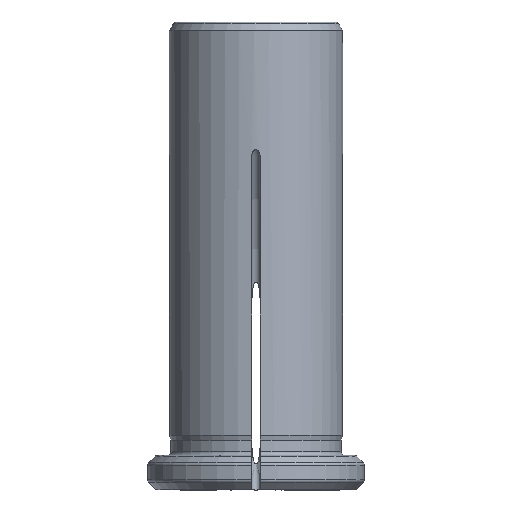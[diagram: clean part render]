
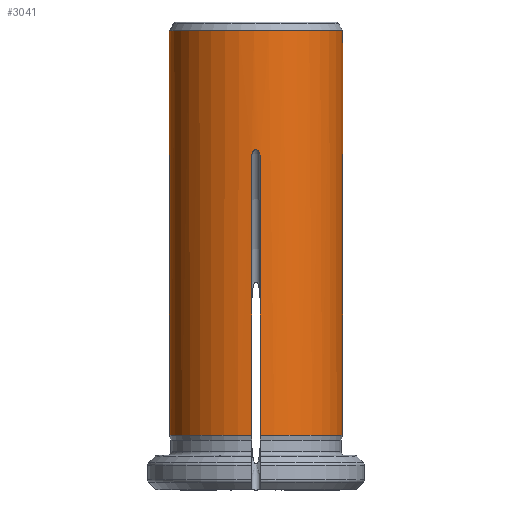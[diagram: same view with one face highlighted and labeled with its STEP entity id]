
A CAD part, front view. The second image highlights one B-rep face of the part: STEP entity #3041.
In plain terms, the highlighted cylindrical face has radius 10 mm (diameter 20 mm), a full revolution.
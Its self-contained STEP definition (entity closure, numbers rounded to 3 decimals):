
#84=CYLINDRICAL_SURFACE('',#3297,10.);
#107=CIRCLE('',#3165,10.);
#129=CIRCLE('',#3202,10.);
#144=CIRCLE('',#3232,10.);
#161=CIRCLE('',#3268,10.);
#172=CIRCLE('',#3295,10.);
#258=LINE('',#4807,#510);
#262=LINE('',#4848,#514);
#271=LINE('',#5005,#523);
#272=LINE('',#5023,#524);
#281=LINE('',#5180,#533);
#282=LINE('',#5198,#534);
#289=LINE('',#5328,#541);
#290=LINE('',#5340,#542);
#510=VECTOR('',#3551,1000.);
#514=VECTOR('',#3557,1000.);
#523=VECTOR('',#3624,1000.);
#524=VECTOR('',#3627,1000.);
#533=VECTOR('',#3694,1000.);
#534=VECTOR('',#3697,1000.);
#541=VECTOR('',#3780,1000.);
#542=VECTOR('',#3781,1000.);
#1118=ORIENTED_EDGE('',*,*,#1865,.T.);
#1119=ORIENTED_EDGE('',*,*,#1688,.F.);
#1120=ORIENTED_EDGE('',*,*,#1785,.T.);
#1121=ORIENTED_EDGE('',*,*,#1782,.F.);
#1122=ORIENTED_EDGE('',*,*,#1790,.F.);
#1123=ORIENTED_EDGE('',*,*,#1750,.F.);
#1124=ORIENTED_EDGE('',*,*,#1829,.T.);
#1125=ORIENTED_EDGE('',*,*,#1826,.F.);
#1126=ORIENTED_EDGE('',*,*,#1834,.F.);
#1127=ORIENTED_EDGE('',*,*,#1794,.F.);
#1128=ORIENTED_EDGE('',*,*,#1866,.T.);
#1129=ORIENTED_EDGE('',*,*,#1867,.F.);
#1130=ORIENTED_EDGE('',*,*,#1868,.F.);
#1131=ORIENTED_EDGE('',*,*,#1843,.F.);
#1132=ORIENTED_EDGE('',*,*,#1734,.T.);
#1133=ORIENTED_EDGE('',*,*,#1731,.F.);
#1134=ORIENTED_EDGE('',*,*,#1746,.F.);
#1688=EDGE_CURVE('',#2138,#2139,#107,.F.);
#1731=EDGE_CURVE('',#2176,#2177,#2385,.T.);
#1734=EDGE_CURVE('',#2178,#2177,#258,.T.);
#1746=EDGE_CURVE('',#2139,#2176,#262,.T.);
#1750=EDGE_CURVE('',#2184,#2185,#129,.F.);
#1782=EDGE_CURVE('',#2208,#2209,#2408,.T.);
#1785=EDGE_CURVE('',#2138,#2209,#271,.T.);
#1790=EDGE_CURVE('',#2185,#2208,#272,.T.);
#1794=EDGE_CURVE('',#2212,#2213,#144,.F.);
#1826=EDGE_CURVE('',#2236,#2237,#2427,.T.);
#1829=EDGE_CURVE('',#2184,#2237,#281,.T.);
#1834=EDGE_CURVE('',#2213,#2236,#282,.T.);
#1843=EDGE_CURVE('',#2178,#2241,#161,.F.);
#1865=EDGE_CURVE('',#2256,#2256,#172,.T.);
#1866=EDGE_CURVE('',#2212,#2257,#289,.T.);
#1867=EDGE_CURVE('',#2258,#2257,#2442,.T.);
#1868=EDGE_CURVE('',#2241,#2258,#290,.T.);
#2138=VERTEX_POINT('',#4623);
#2139=VERTEX_POINT('',#4625);
#2176=VERTEX_POINT('',#4793);
#2177=VERTEX_POINT('',#4803);
#2178=VERTEX_POINT('',#4808);
#2184=VERTEX_POINT('',#4858);
#2185=VERTEX_POINT('',#4860);
#2208=VERTEX_POINT('',#4991);
#2209=VERTEX_POINT('',#5001);
#2212=VERTEX_POINT('',#5033);
#2213=VERTEX_POINT('',#5035);
#2236=VERTEX_POINT('',#5166);
#2237=VERTEX_POINT('',#5176);
#2241=VERTEX_POINT('',#5219);
#2256=VERTEX_POINT('',#5325);
#2257=VERTEX_POINT('',#5329);
#2258=VERTEX_POINT('',#5339);
#2385=B_SPLINE_CURVE_WITH_KNOTS('',3,(#4794,#4795,#4796,#4797,#4798,#4799,
#4800,#4801,#4802),.UNSPECIFIED.,.F.,.F.,(4,1,1,1,1,1,4),(0.003,
0.004,0.004,0.004,0.004,
0.005,0.005),.UNSPECIFIED.);
#2408=B_SPLINE_CURVE_WITH_KNOTS('',3,(#4992,#4993,#4994,#4995,#4996,#4997,
#4998,#4999,#5000),.UNSPECIFIED.,.F.,.F.,(4,1,1,1,1,1,4),(0.003,
0.004,0.004,0.004,0.004,
0.005,0.005),.UNSPECIFIED.);
#2427=B_SPLINE_CURVE_WITH_KNOTS('',3,(#5167,#5168,#5169,#5170,#5171,#5172,
#5173,#5174,#5175),.UNSPECIFIED.,.F.,.F.,(4,1,1,1,1,1,4),(0.003,
0.004,0.004,0.004,0.004,
0.005,0.005),.UNSPECIFIED.);
#2442=B_SPLINE_CURVE_WITH_KNOTS('',3,(#5330,#5331,#5332,#5333,#5334,#5335,
#5336,#5337,#5338),.UNSPECIFIED.,.F.,.F.,(4,1,1,1,1,1,4),(0.003,
0.004,0.004,0.004,0.004,
0.005,0.005),.UNSPECIFIED.);
#2565=EDGE_LOOP('',(#1118));
#2566=EDGE_LOOP('',(#1119,#1120,#1121,#1122,#1123,#1124,#1125,#1126,#1127,
#1128,#1129,#1130,#1131,#1132,#1133,#1134));
#2771=FACE_BOUND('',#2565,.T.);
#2772=FACE_BOUND('',#2566,.T.);
#3041=ADVANCED_FACE('',(#2771,#2772),#84,.T.);
#3165=AXIS2_PLACEMENT_3D('',#4624,#3476,#3477);
#3202=AXIS2_PLACEMENT_3D('',#4859,#3563,#3564);
#3232=AXIS2_PLACEMENT_3D('',#5034,#3633,#3634);
#3268=AXIS2_PLACEMENT_3D('',#5218,#3718,#3719);
#3295=AXIS2_PLACEMENT_3D('',#5324,#3774,#3775);
#3297=AXIS2_PLACEMENT_3D('',#5327,#3778,#3779);
#3476=DIRECTION('',(0.,0.,1.));
#3477=DIRECTION('',(1.,0.,0.));
#3551=DIRECTION('',(0.,0.,1.));
#3557=DIRECTION('',(0.,0.,1.));
#3563=DIRECTION('',(0.,0.,1.));
#3564=DIRECTION('',(1.,0.,0.));
#3624=DIRECTION('',(0.,0.,1.));
#3627=DIRECTION('',(0.,0.,1.));
#3633=DIRECTION('',(0.,0.,1.));
#3634=DIRECTION('',(1.,0.,0.));
#3694=DIRECTION('',(0.,0.,1.));
#3697=DIRECTION('',(0.,0.,1.));
#3718=DIRECTION('',(0.,0.,1.));
#3719=DIRECTION('',(1.,0.,0.));
#3774=DIRECTION('',(0.,0.,-1.));
#3775=DIRECTION('',(-1.,0.,0.));
#3778=DIRECTION('',(0.,0.,1.));
#3779=DIRECTION('',(1.,0.,0.));
#3780=DIRECTION('',(0.,0.,1.));
#3781=DIRECTION('',(0.,0.,1.));
#4623=CARTESIAN_POINT('',(-9.987,0.5,2.313));
#4624=CARTESIAN_POINT('',(0.,0.,2.313));
#4625=CARTESIAN_POINT('',(-0.5,9.987,2.313));
#4793=CARTESIAN_POINT('',(-0.5,9.987,34.466));
#4794=CARTESIAN_POINT('',(-0.5,9.987,34.466));
#4795=CARTESIAN_POINT('',(-0.5,9.987,34.637));
#4796=CARTESIAN_POINT('',(-0.45,9.99,34.895));
#4797=CARTESIAN_POINT('',(-0.254,9.997,35.186));
#4798=CARTESIAN_POINT('',(0.,10.001,35.304));
#4799=CARTESIAN_POINT('',(0.253,9.997,35.186));
#4800=CARTESIAN_POINT('',(0.45,9.99,34.896));
#4801=CARTESIAN_POINT('',(0.5,9.987,34.637));
#4802=CARTESIAN_POINT('',(0.5,9.987,34.466));
#4803=CARTESIAN_POINT('',(0.5,9.987,34.466));
#4807=CARTESIAN_POINT('',(0.5,9.987,60.));
#4808=CARTESIAN_POINT('',(0.5,9.987,2.313));
#4848=CARTESIAN_POINT('',(-0.5,9.987,60.));
#4858=CARTESIAN_POINT('',(-0.5,-9.987,2.313));
#4859=CARTESIAN_POINT('',(0.,0.,2.313));
#4860=CARTESIAN_POINT('',(-9.987,-0.5,2.313));
#4991=CARTESIAN_POINT('',(-9.987,-0.5,34.466));
#4992=CARTESIAN_POINT('',(-9.987,-0.5,34.466));
#4993=CARTESIAN_POINT('',(-9.987,-0.5,34.637));
#4994=CARTESIAN_POINT('',(-9.99,-0.45,34.895));
#4995=CARTESIAN_POINT('',(-9.997,-0.254,35.186));
#4996=CARTESIAN_POINT('',(-10.001,0.,35.304));
#4997=CARTESIAN_POINT('',(-9.997,0.253,35.186));
#4998=CARTESIAN_POINT('',(-9.99,0.45,34.896));
#4999=CARTESIAN_POINT('',(-9.987,0.5,34.637));
#5000=CARTESIAN_POINT('',(-9.987,0.5,34.466));
#5001=CARTESIAN_POINT('',(-9.987,0.5,34.466));
#5005=CARTESIAN_POINT('',(-9.987,0.5,60.));
#5023=CARTESIAN_POINT('',(-9.987,-0.5,60.));
#5033=CARTESIAN_POINT('',(9.987,-0.5,2.313));
#5034=CARTESIAN_POINT('',(0.,0.,2.313));
#5035=CARTESIAN_POINT('',(0.5,-9.987,2.313));
#5166=CARTESIAN_POINT('',(0.5,-9.987,34.466));
#5167=CARTESIAN_POINT('',(0.5,-9.987,34.466));
#5168=CARTESIAN_POINT('',(0.5,-9.987,34.637));
#5169=CARTESIAN_POINT('',(0.45,-9.99,34.895));
#5170=CARTESIAN_POINT('',(0.254,-9.997,35.186));
#5171=CARTESIAN_POINT('',(0.,-10.001,35.304));
#5172=CARTESIAN_POINT('',(-0.253,-9.997,35.186));
#5173=CARTESIAN_POINT('',(-0.45,-9.99,34.896));
#5174=CARTESIAN_POINT('',(-0.5,-9.987,34.637));
#5175=CARTESIAN_POINT('',(-0.5,-9.987,34.466));
#5176=CARTESIAN_POINT('',(-0.5,-9.987,34.466));
#5180=CARTESIAN_POINT('',(-0.5,-9.987,60.));
#5198=CARTESIAN_POINT('',(0.5,-9.987,60.));
#5218=CARTESIAN_POINT('',(0.,0.,2.313));
#5219=CARTESIAN_POINT('',(9.987,0.5,2.313));
#5324=CARTESIAN_POINT('',(0.,0.,48.986));
#5325=CARTESIAN_POINT('',(-10.,0.,48.986));
#5327=CARTESIAN_POINT('',(0.,0.,60.));
#5328=CARTESIAN_POINT('',(9.987,-0.5,60.));
#5329=CARTESIAN_POINT('',(9.987,-0.5,34.466));
#5330=CARTESIAN_POINT('',(9.987,0.5,34.466));
#5331=CARTESIAN_POINT('',(9.987,0.5,34.637));
#5332=CARTESIAN_POINT('',(9.99,0.45,34.895));
#5333=CARTESIAN_POINT('',(9.997,0.254,35.186));
#5334=CARTESIAN_POINT('',(10.001,0.,35.304));
#5335=CARTESIAN_POINT('',(9.997,-0.253,35.186));
#5336=CARTESIAN_POINT('',(9.99,-0.45,34.896));
#5337=CARTESIAN_POINT('',(9.987,-0.5,34.637));
#5338=CARTESIAN_POINT('',(9.987,-0.5,34.466));
#5339=CARTESIAN_POINT('',(9.987,0.5,34.466));
#5340=CARTESIAN_POINT('',(9.987,0.5,60.));
